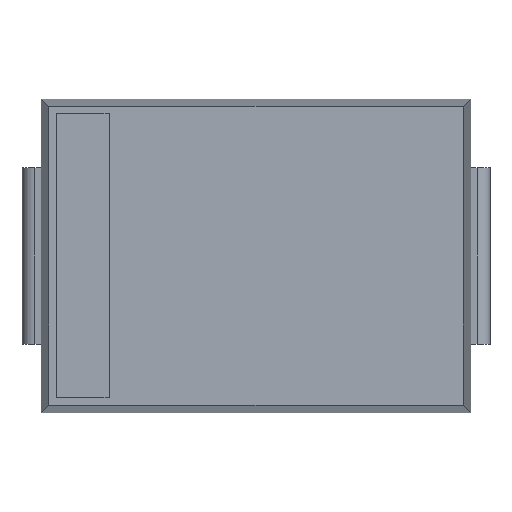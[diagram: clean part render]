
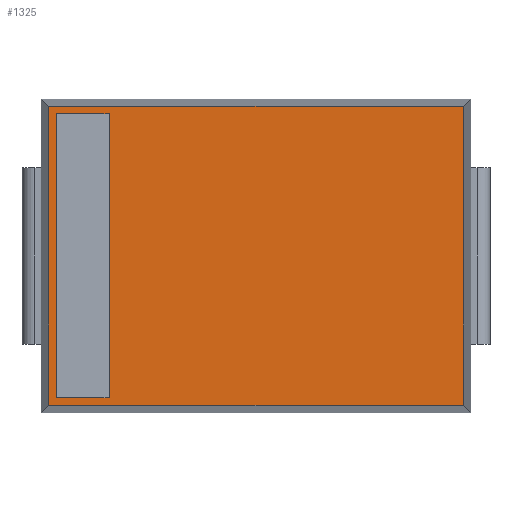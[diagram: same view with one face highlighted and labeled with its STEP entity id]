
A CAD part, top view. The second image highlights one B-rep face of the part: STEP entity #1325.
In plain terms, the highlighted planar face has unit normal (0, 0, 1).
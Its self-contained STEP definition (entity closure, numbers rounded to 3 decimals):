
#777 = VERTEX_POINT('',#778);
#778 = CARTESIAN_POINT('',(2.347,1.692,2.15));
#783 = EDGE_CURVE('',#784,#777,#786,.T.);
#784 = VERTEX_POINT('',#785);
#785 = CARTESIAN_POINT('',(2.347,-1.692,2.15));
#786 = LINE('',#787,#788);
#787 = CARTESIAN_POINT('',(2.347,-1.692,2.15));
#788 = VECTOR('',#789,1.);
#789 = DIRECTION('',(0.,1.,0.));
#1285 = EDGE_CURVE('',#1286,#784,#1288,.T.);
#1286 = VERTEX_POINT('',#1287);
#1287 = CARTESIAN_POINT('',(-2.347,-1.692,2.15));
#1288 = LINE('',#1289,#1290);
#1289 = CARTESIAN_POINT('',(-2.347,-1.692,2.15));
#1290 = VECTOR('',#1291,1.);
#1291 = DIRECTION('',(1.,0.,0.));
#1308 = VERTEX_POINT('',#1309);
#1309 = CARTESIAN_POINT('',(-2.347,1.692,2.15));
#1314 = EDGE_CURVE('',#777,#1308,#1315,.T.);
#1315 = LINE('',#1316,#1317);
#1316 = CARTESIAN_POINT('',(2.347,1.692,2.15));
#1317 = VECTOR('',#1318,1.);
#1318 = DIRECTION('',(-1.,0.,0.));
#1325 = ADVANCED_FACE('',(#1326,#1337),#1371,.F.);
#1326 = FACE_BOUND('',#1327,.F.);
#1327 = EDGE_LOOP('',(#1328,#1329,#1330,#1336));
#1328 = ORIENTED_EDGE('',*,*,#783,.F.);
#1329 = ORIENTED_EDGE('',*,*,#1285,.F.);
#1330 = ORIENTED_EDGE('',*,*,#1331,.F.);
#1331 = EDGE_CURVE('',#1308,#1286,#1332,.T.);
#1332 = LINE('',#1333,#1334);
#1333 = CARTESIAN_POINT('',(-2.347,1.692,2.15));
#1334 = VECTOR('',#1335,1.);
#1335 = DIRECTION('',(0.,-1.,0.));
#1336 = ORIENTED_EDGE('',*,*,#1314,.F.);
#1337 = FACE_BOUND('',#1338,.F.);
#1338 = EDGE_LOOP('',(#1339,#1349,#1357,#1365));
#1339 = ORIENTED_EDGE('',*,*,#1340,.T.);
#1340 = EDGE_CURVE('',#1341,#1343,#1345,.T.);
#1341 = VERTEX_POINT('',#1342);
#1342 = CARTESIAN_POINT('',(-2.264,1.609,2.15));
#1343 = VERTEX_POINT('',#1344);
#1344 = CARTESIAN_POINT('',(-2.264,-1.609,2.15));
#1345 = LINE('',#1346,#1347);
#1346 = CARTESIAN_POINT('',(-2.264,1.609,2.15));
#1347 = VECTOR('',#1348,1.);
#1348 = DIRECTION('',(0.,-1.,0.));
#1349 = ORIENTED_EDGE('',*,*,#1350,.T.);
#1350 = EDGE_CURVE('',#1343,#1351,#1353,.T.);
#1351 = VERTEX_POINT('',#1352);
#1352 = CARTESIAN_POINT('',(-1.664,-1.609,2.15));
#1353 = LINE('',#1354,#1355);
#1354 = CARTESIAN_POINT('',(-2.264,-1.609,2.15));
#1355 = VECTOR('',#1356,1.);
#1356 = DIRECTION('',(1.,0.,0.));
#1357 = ORIENTED_EDGE('',*,*,#1358,.T.);
#1358 = EDGE_CURVE('',#1351,#1359,#1361,.T.);
#1359 = VERTEX_POINT('',#1360);
#1360 = CARTESIAN_POINT('',(-1.664,1.609,2.15));
#1361 = LINE('',#1362,#1363);
#1362 = CARTESIAN_POINT('',(-1.664,-1.609,2.15));
#1363 = VECTOR('',#1364,1.);
#1364 = DIRECTION('',(0.,1.,0.));
#1365 = ORIENTED_EDGE('',*,*,#1366,.T.);
#1366 = EDGE_CURVE('',#1359,#1341,#1367,.T.);
#1367 = LINE('',#1368,#1369);
#1368 = CARTESIAN_POINT('',(-1.664,1.609,2.15));
#1369 = VECTOR('',#1370,1.);
#1370 = DIRECTION('',(-1.,0.,0.));
#1371 = PLANE('',#1372);
#1372 = AXIS2_PLACEMENT_3D('',#1373,#1374,#1375);
#1373 = CARTESIAN_POINT('',(2.347,-1.692,2.15));
#1374 = DIRECTION('',(0.,0.,-1.));
#1375 = DIRECTION('',(-0.811,0.585,0.));
